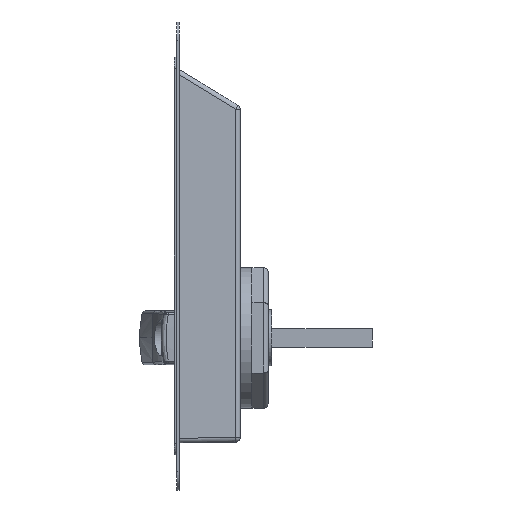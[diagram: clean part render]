
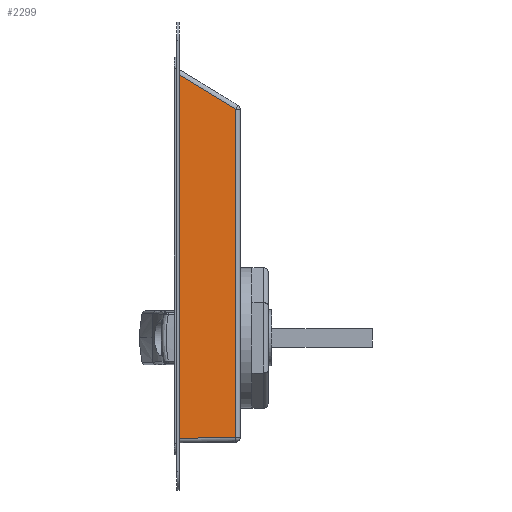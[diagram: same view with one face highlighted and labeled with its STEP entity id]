
A CAD part, left-side view. The second image highlights one B-rep face of the part: STEP entity #2299.
In plain terms, the highlighted planar face has unit normal (-0.999, -0.054, 0).
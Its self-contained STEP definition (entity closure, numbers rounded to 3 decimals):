
#1541 = VERTEX_POINT ( 'NONE', #5928 ) ;
#1542 = VERTEX_POINT ( 'NONE', #5929 ) ;
#1594 = VERTEX_POINT ( 'NONE', #6015 ) ;
#1595 = VERTEX_POINT ( 'NONE', #6016 ) ;
#1731 = EDGE_LOOP ( 'NONE', ( #1997, #1999, #1998, #2000 ) ) ;
#1997 = ORIENTED_EDGE ( 'NONE', *, *, #2286, .F. ) ;
#1998 = ORIENTED_EDGE ( 'NONE', *, *, #2287, .T. ) ;
#1999 = ORIENTED_EDGE ( 'NONE', *, *, #2285, .T. ) ;
#2000 = ORIENTED_EDGE ( 'NONE', *, *, #2288, .T. ) ;
#2285 = EDGE_CURVE ( 'NONE', #1541, #1594, #6805, .T. ) ;
#2286 = EDGE_CURVE ( 'NONE', #1541, #1542, #6808, .T. ) ;
#2287 = EDGE_CURVE ( 'NONE', #1594, #1595, #6811, .T. ) ;
#2288 = EDGE_CURVE ( 'NONE', #1595, #1542, #6814, .T. ) ;
#2299 = ADVANCED_FACE ( 'NONE', ( #7187 ), #6854, .T. ) ;
#5928 = CARTESIAN_POINT ( 'NONE',  ( -78.6, 26., -77.901 ) ) ;
#5929 = CARTESIAN_POINT ( 'NONE',  ( -78.6, 26., 77.425 ) ) ;
#6015 = CARTESIAN_POINT ( 'NONE',  ( -77.302, 1.892, -77.531 ) ) ;
#6016 = CARTESIAN_POINT ( 'NONE',  ( -77.302, 1.892, 62.775 ) ) ;
#6805 = LINE ( 'NONE', #6806, #7159 ) ;
#6806 = CARTESIAN_POINT ( 'NONE',  ( -76.913, -5.333, -77.419 ) ) ;
#6807 = DIRECTION ( 'NONE',  ( 0.054, -0.998, 0.015 ) ) ;
#6808 = LINE ( 'NONE', #6809, #7161 ) ;
#6809 = CARTESIAN_POINT ( 'NONE',  ( -78.6, 26., -79.9 ) ) ;
#6810 = DIRECTION ( 'NONE',  ( 0., 0., 1. ) ) ;
#6811 = LINE ( 'NONE', #6812, #7162 ) ;
#6812 = CARTESIAN_POINT ( 'NONE',  ( -77.302, 1.892, 63.9 ) ) ;
#6813 = DIRECTION ( 'NONE',  ( 0., 0., 1. ) ) ;
#6814 = LINE ( 'NONE', #6815, #7163 ) ;
#6815 = CARTESIAN_POINT ( 'NONE',  ( -75.567, -30.321, 43.199 ) ) ;
#6816 = DIRECTION ( 'NONE',  ( -0.046, 0.854, 0.519 ) ) ;
#6854 = PLANE ( 'NONE',  #7188 ) ;
#6855 = CARTESIAN_POINT ( 'NONE',  ( -76.977, -4.145, 0. ) ) ;
#6856 = DIRECTION ( 'NONE',  ( -0.999, -0.054, 0. ) ) ;
#6857 = DIRECTION ( 'NONE',  ( 0.054, -0.999, 0. ) ) ;
#7159 = VECTOR ( 'NONE', #6807, 1000. ) ;
#7161 = VECTOR ( 'NONE', #6810, 1000. ) ;
#7162 = VECTOR ( 'NONE', #6813, 1000. ) ;
#7163 = VECTOR ( 'NONE', #6816, 1000. ) ;
#7187 = FACE_OUTER_BOUND ( 'NONE', #1731, .T. ) ;
#7188 = AXIS2_PLACEMENT_3D ( 'NONE', #6855, #6856, #6857 ) ;
